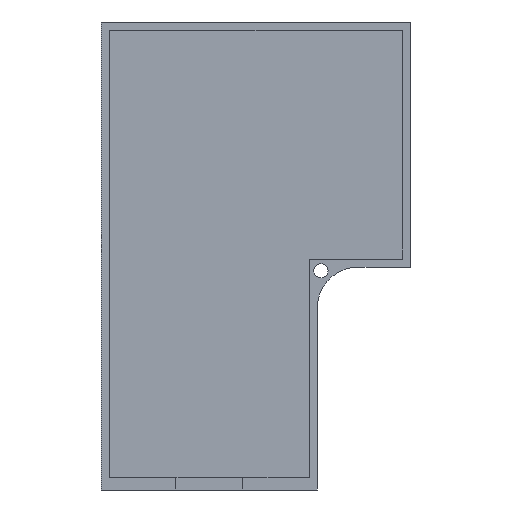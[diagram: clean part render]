
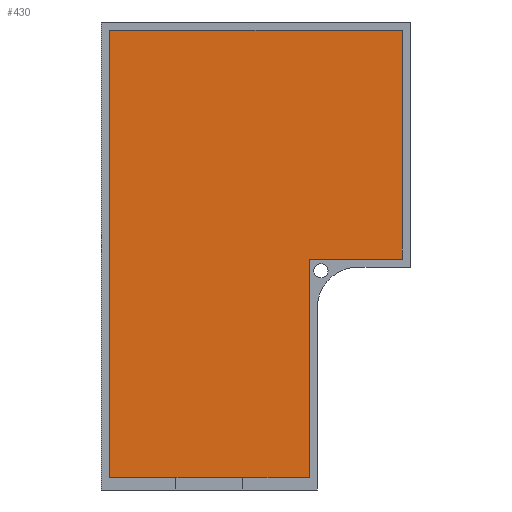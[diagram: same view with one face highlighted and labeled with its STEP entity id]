
A CAD part, left-side view. The second image highlights one B-rep face of the part: STEP entity #430.
In plain terms, the highlighted planar face has unit normal (-1, 0, 0).
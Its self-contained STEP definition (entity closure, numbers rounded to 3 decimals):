
#36=PLANE('',#470);
#58=FACE_OUTER_BOUND('',#82,.T.);
#82=EDGE_LOOP('',(#399,#400,#401,#402,#403,#404,#405,#406));
#89=LINE('',#599,#143);
#97=LINE('',#615,#151);
#102=LINE('',#624,#156);
#129=LINE('',#681,#183);
#131=LINE('',#685,#185);
#133=LINE('',#689,#187);
#135=LINE('',#693,#189);
#136=LINE('',#695,#190);
#143=VECTOR('',#489,10.);
#151=VECTOR('',#503,10.);
#156=VECTOR('',#510,10.);
#183=VECTOR('',#559,10.);
#185=VECTOR('',#563,10.);
#187=VECTOR('',#567,10.);
#189=VECTOR('',#571,10.);
#190=VECTOR('',#574,10.);
#199=VERTEX_POINT('',#590);
#202=VERTEX_POINT('',#598);
#207=VERTEX_POINT('',#614);
#210=VERTEX_POINT('',#622);
#229=VERTEX_POINT('',#679);
#230=VERTEX_POINT('',#683);
#231=VERTEX_POINT('',#687);
#232=VERTEX_POINT('',#691);
#241=EDGE_CURVE('',#202,#199,#89,.T.);
#249=EDGE_CURVE('',#207,#202,#97,.T.);
#254=EDGE_CURVE('',#199,#210,#102,.T.);
#283=EDGE_CURVE('',#210,#229,#129,.T.);
#285=EDGE_CURVE('',#229,#230,#131,.T.);
#287=EDGE_CURVE('',#230,#231,#133,.T.);
#289=EDGE_CURVE('',#231,#232,#135,.T.);
#290=EDGE_CURVE('',#232,#207,#136,.T.);
#399=ORIENTED_EDGE('',*,*,#249,.T.);
#400=ORIENTED_EDGE('',*,*,#241,.T.);
#401=ORIENTED_EDGE('',*,*,#254,.T.);
#402=ORIENTED_EDGE('',*,*,#283,.T.);
#403=ORIENTED_EDGE('',*,*,#285,.T.);
#404=ORIENTED_EDGE('',*,*,#287,.T.);
#405=ORIENTED_EDGE('',*,*,#289,.T.);
#406=ORIENTED_EDGE('',*,*,#290,.T.);
#430=ADVANCED_FACE('',(#58),#36,.T.);
#470=AXIS2_PLACEMENT_3D('',#697,#577,#578);
#489=DIRECTION('',(0.,-1.,0.));
#503=DIRECTION('',(0.,-1.,0.));
#510=DIRECTION('',(0.,-1.,0.));
#559=DIRECTION('',(0.,0.,1.));
#563=DIRECTION('',(0.,-1.,0.));
#567=DIRECTION('',(0.,0.,1.));
#571=DIRECTION('',(0.,1.,0.));
#574=DIRECTION('',(0.,0.,-1.));
#577=DIRECTION('center_axis',(-1.,0.,0.));
#578=DIRECTION('ref_axis',(0.,0.,1.));
#590=CARTESIAN_POINT('',(-4.,12.312,-59.642));
#598=CARTESIAN_POINT('',(-4.,28.812,-59.642));
#599=CARTESIAN_POINT('',(-4.,12.312,-59.642));
#614=CARTESIAN_POINT('',(-4.,45.212,-59.642));
#615=CARTESIAN_POINT('',(-4.,12.312,-59.642));
#622=CARTESIAN_POINT('',(-4.,-4.088,-59.642));
#624=CARTESIAN_POINT('',(-4.,12.312,-59.642));
#679=CARTESIAN_POINT('',(-4.,-4.088,-5.642));
#681=CARTESIAN_POINT('',(-4.,-4.088,-59.642));
#683=CARTESIAN_POINT('',(-4.,-27.088,-5.642));
#685=CARTESIAN_POINT('',(-4.,-4.088,-5.642));
#687=CARTESIAN_POINT('',(-4.,-27.088,50.858));
#689=CARTESIAN_POINT('',(-4.,-27.088,-5.642));
#691=CARTESIAN_POINT('',(-4.,45.212,50.858));
#693=CARTESIAN_POINT('',(-4.,-27.088,50.858));
#695=CARTESIAN_POINT('',(-4.,45.212,50.858));
#697=CARTESIAN_POINT('Origin',(-4.,9.062,-4.392));
